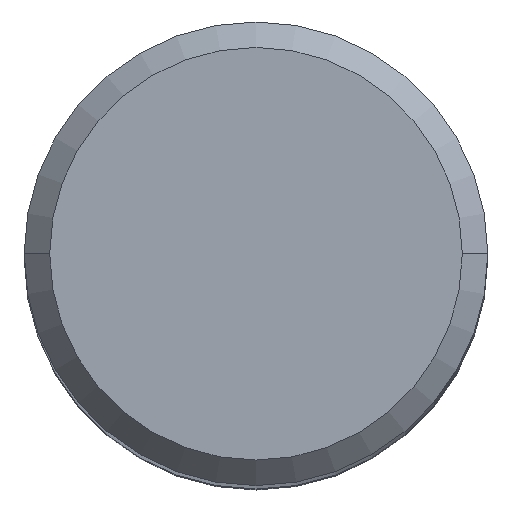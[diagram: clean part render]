
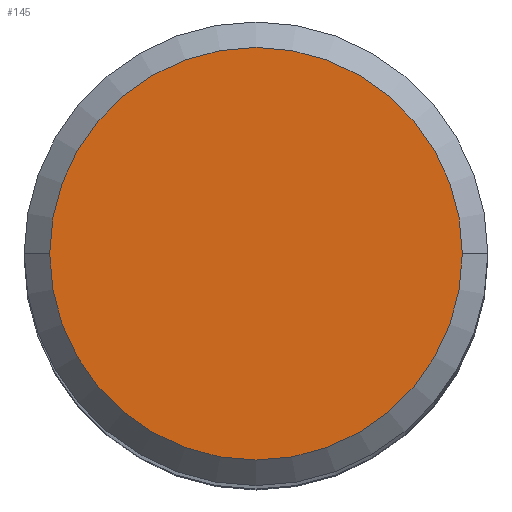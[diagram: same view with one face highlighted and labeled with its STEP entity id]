
A CAD part, top view. The second image highlights one B-rep face of the part: STEP entity #145.
In plain terms, the highlighted planar face has unit normal (0, 0, 1).
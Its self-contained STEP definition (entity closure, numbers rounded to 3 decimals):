
#104=FACE_OUTER_BOUND('',#194,.T.);
#145=ADVANCED_FACE('',(#104),#162,.F.);
#162=PLANE('',#827);
#194=EDGE_LOOP('',(#320,#321));
#320=ORIENTED_EDGE('',*,*,#475,.T.);
#321=ORIENTED_EDGE('',*,*,#473,.T.);
#404=VERTEX_POINT('',#1246);
#405=VERTEX_POINT('',#1248);
#473=EDGE_CURVE('',#405,#404,#537,.T.);
#475=EDGE_CURVE('',#404,#405,#538,.T.);
#537=CIRCLE('',#823,8.9);
#538=CIRCLE('',#825,8.9);
#823=AXIS2_PLACEMENT_3D('',#1247,#1032,#1033);
#825=AXIS2_PLACEMENT_3D('',#1251,#1037,#1038);
#827=AXIS2_PLACEMENT_3D('',#1253,#1041,#1042);
#1032=DIRECTION('',(0.,0.,1.));
#1033=DIRECTION('',(1.,0.,0.));
#1037=DIRECTION('',(0.,0.,1.));
#1038=DIRECTION('',(-1.,0.,0.));
#1041=DIRECTION('',(0.,0.,-1.));
#1042=DIRECTION('',(1.,0.,0.));
#1246=CARTESIAN_POINT('',(-8.9,0.,0.));
#1247=CARTESIAN_POINT('',(0.,0.,0.));
#1248=CARTESIAN_POINT('',(8.9,0.,0.));
#1251=CARTESIAN_POINT('',(0.,0.,0.));
#1253=CARTESIAN_POINT('',(0.,0.,0.));
